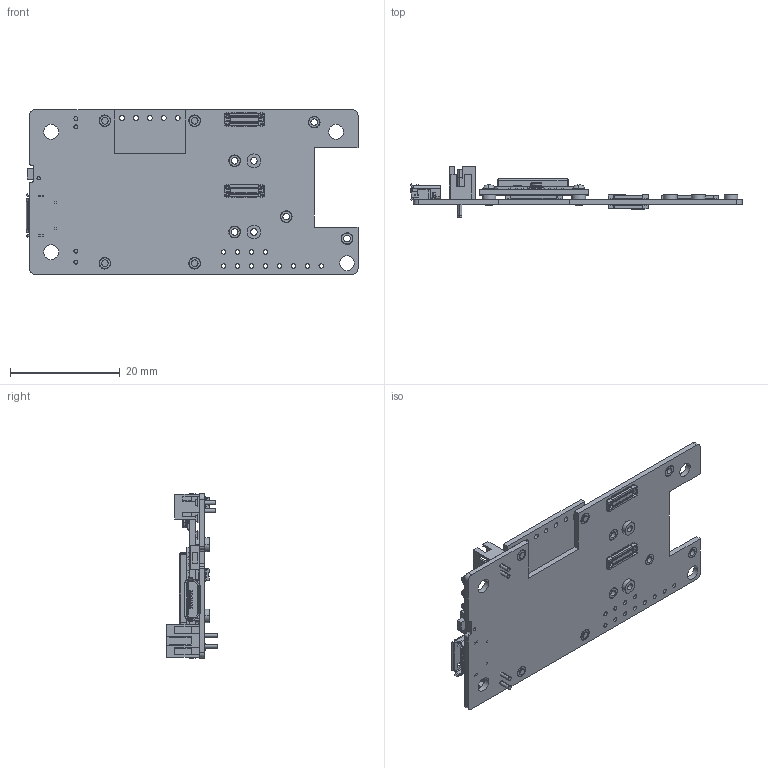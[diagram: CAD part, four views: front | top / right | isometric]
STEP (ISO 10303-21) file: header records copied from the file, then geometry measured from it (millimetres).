
FILE_DESCRIPTION((''),'2;1');
FILE_NAME('RAK4260_EVALUATION_BOARD_ASM','2021-02-22T',('admin'),(''),'PRO/ENGINEER BY PARAMETRIC TECHNOLOGY CORPORATION, 2010280','PRO/ENGINEER BY PARAMETRIC TECHNOLOGY CORPORATION, 2010280','');
FILE_SCHEMA(('CONFIG_CONTROL_DESIGN','SHAPE_APPEARANCE_LAYERS_GROUPS'));
Products named in the file (19): PWB-RAK5005; 1408C004; TS-1806B; 1502A00J; PH-2A; SMTSO-M1_2-0_8-ET; AXE540127; AXE524127; WF150-2PIN; PWB-RAK5005_ASM; PWB-RAK4261; AXE640124; PWB-RAK4260; RAKU70580011; PWB-RAK4260_ASM; IPEX-FEMALE; PWB-RAK4261_ASM; GB818-85_M1_2X3; RAK4260_EVALUATION_BOARD_ASM
Assembly tree (37 placements, depth 4):
  RAK4260_EVALUATION_BOARD_ASM
    PWB-RAK5005_ASM
      PWB-RAK5005
      1408C004
      TS-1806B
      1502A00J  x3
      PH-2A
      SMTSO-M1_2-0_8-ET  x11
      AXE540127  x2
      AXE524127  x4
      WF150-2PIN
    PWB-RAK4261_ASM
      PWB-RAK4261
      AXE640124
      PWB-RAK4260_ASM
        PWB-RAK4260
        RAKU70580011
      IPEX-FEMALE
    GB818-85_M1_2X3  x4
Bounding box: 60.6 x 9.3 x 30 mm (x, y, z)
Volume: 2573.4 mm3; surface area: 7322.3 mm2
Topology: 34 solids, 34 shells, 8463 faces, 24118 edges, 16692 vertices
Faces by surface type: plane 6384, cylinder 1934, bspline 60, cone 37, torus 30, sphere 18
Entity records: 174964 total; most frequent: CARTESIAN_POINT 25660, DIRECTION 21904, ORIENTED_EDGE 21520, PRESENTATION_STYLE_ASSIGNMENT 12830, STYLED_ITEM 11953, CURVE_STYLE 11850, EDGE_CURVE 10760, VECTOR 9248
